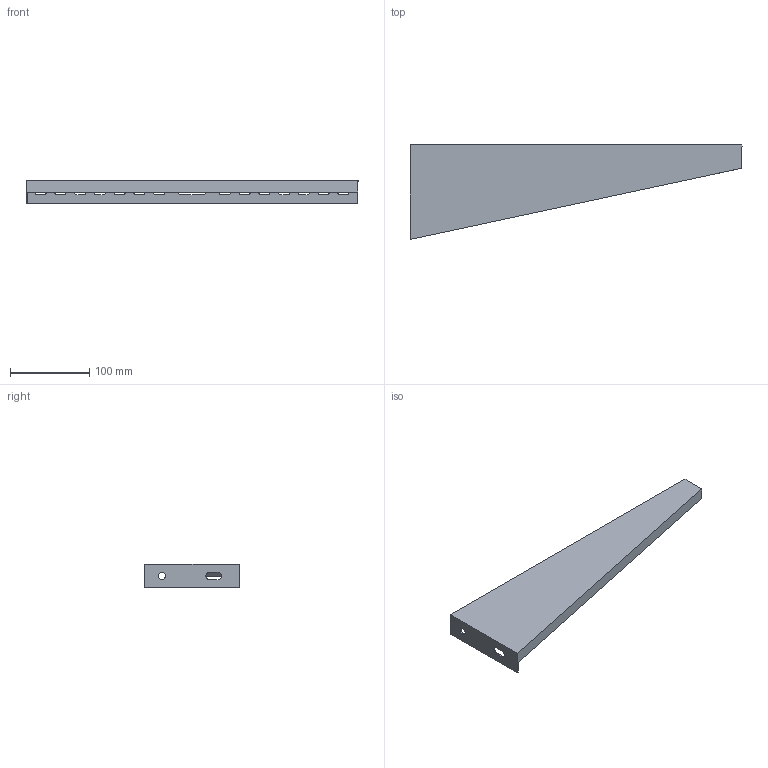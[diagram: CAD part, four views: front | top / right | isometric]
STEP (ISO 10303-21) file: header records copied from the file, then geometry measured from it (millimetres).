
FILE_DESCRIPTION (( 'STEP AP203' ), '1' );
FILE_NAME ('CLP1CW-400-1 Êðîíøòåéí íàñòåííûé îñí.400 ìì.STEP', '2016-03-16T06:24:04', ( '' ), ( '' ), 'SwSTEP 2.0', 'SolidWorks 2014', '' );
FILE_SCHEMA (( 'CONFIG_CONTROL_DESIGN' ));
Length unit declared in the file: millimetre
Products named in the file (1): CLP1CW-400-1 Êðîíøòåéí íàñòåííûé îñí.400 ìì
Bounding box: 420 x 120 x 30 mm (x, y, z)
Volume: 100690.3 mm3; surface area: 104151.1 mm2
Topology: 1 solids, 1 shells, 80 faces, 232 edges, 154 vertices
Faces by surface type: plane 46, cylinder 34
Full cylindrical faces by diameter (mm): 9 x1
Entity records: 2779 total; most frequent: CARTESIAN_POINT 476, ORIENTED_EDGE 460, DIRECTION 454, EDGE_CURVE 230, LINE 162, VECTOR 162, VERTEX_POINT 153, AXIS2_PLACEMENT_3D 146
